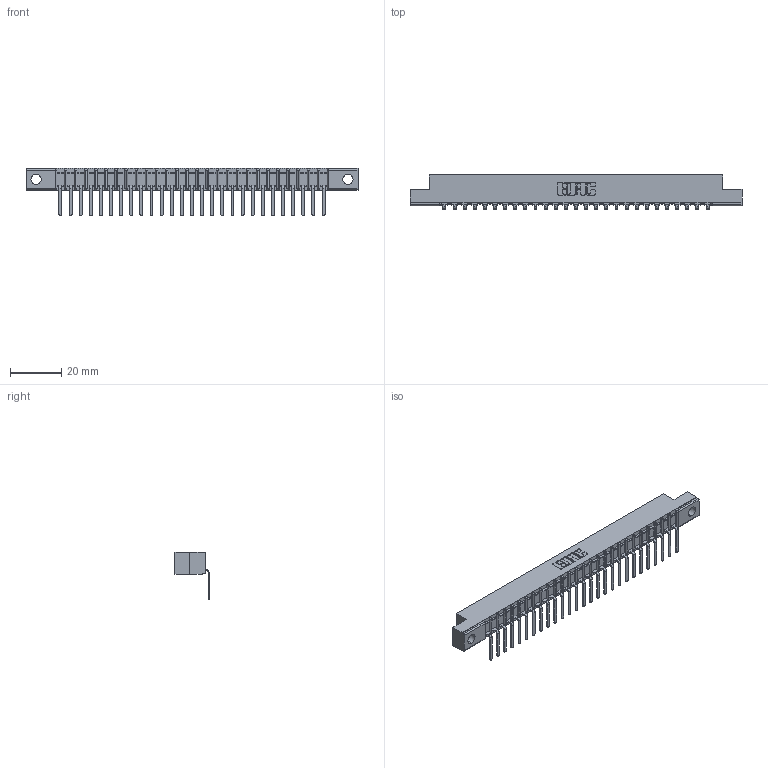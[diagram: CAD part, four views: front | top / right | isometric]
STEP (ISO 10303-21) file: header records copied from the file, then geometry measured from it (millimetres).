
FILE_DESCRIPTION (( 'STEP AP203' ), '1' );
FILE_NAME ('307-027-457-104.STEP', '2020-09-28T05:55:48', ( '' ), ( '' ), 'SwSTEP 2.0', 'SolidWorks 2020', '' );
FILE_SCHEMA (( 'CONFIG_CONTROL_DESIGN' ));
Length unit declared in the file: inch
Products named in the file (3): 307-290-002_557; 307 Part_.156 Dia Mounting Holes; 307-027-457-104
Assembly tree (28 placements, depth 2):
  307-027-457-104
    307 Part_.156 Dia Mounting Holes
    307-290-002_557  x27
Bounding box: 130 x 13.32 x 18.67 mm (x, y, z)
Volume: 8551.7 mm3; surface area: 16168.1 mm2
Topology: 28 solids, 28 shells, 2266 faces, 6947 edges, 4554 vertices
Faces by surface type: plane 1353, cylinder 857, sphere 56
Entity records: 26268 total; most frequent: CARTESIAN_POINT 4434, ORIENTED_EDGE 4422, DIRECTION 4307, EDGE_CURVE 2211, VECTOR 1693, LINE 1693, VERTEX_POINT 1434, AXIS2_PLACEMENT_3D 1307
